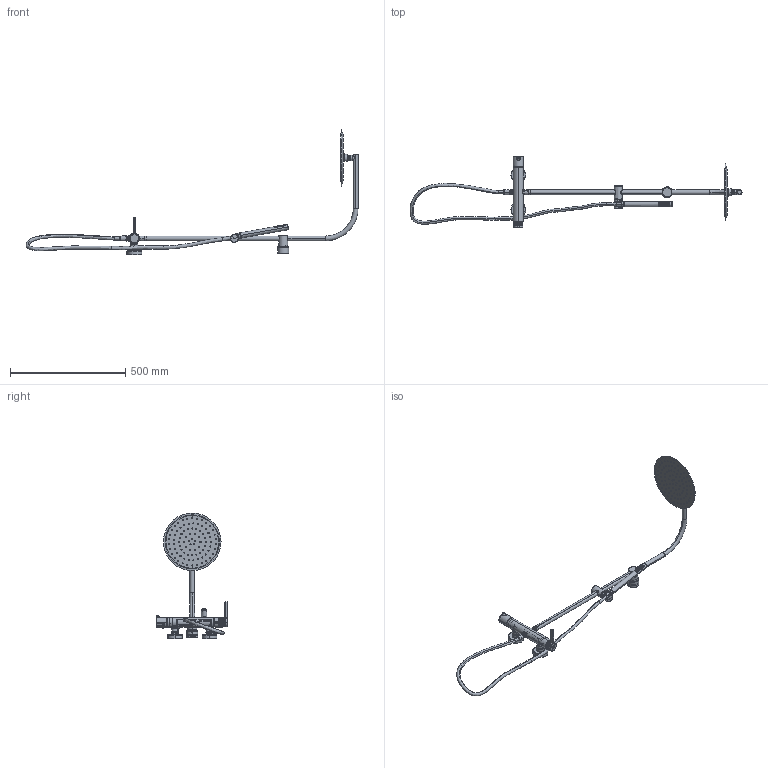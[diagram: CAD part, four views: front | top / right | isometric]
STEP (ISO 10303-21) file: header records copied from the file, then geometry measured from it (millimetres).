
FILE_DESCRIPTION (( 'STEP AP203' ), '1' );
FILE_NAME ('MONOMANDO DUCHA-COLUMNA AXIS.STEP', '2019-02-14T08:39:06', ( 'Usuario' ), ( '' ), 'SwSTEP 2.0', 'SolidWorks 2016', '' );
FILE_SCHEMA (( 'CONFIG_CONTROL_DESIGN' ));
Length unit declared in the file: millimetre
Products named in the file (46): 1186 INDICE. SILICONA PARA ORIFICIO MANETAS_-01; 1769 EMBELLECEDOR ZAMAQ LAVABO TIME 2016_-01; CARTUCHO DESVIADOR ABS CITEC_Vaciado; M51340-006_11; 1598 PARTE ALTA COLLUMNA STICK 6 CM MENOS DE ALCANCE_-04; MANGO CILINDRICO MINIMAL inCOOL; 1848 CONJUNTO MANETAS TIME MALE CAUDAL-TEMP. TERMOST._-01; 1816 MANETA TIME MALE CAUDAL TERMOSTÁTICA_-01; CT35UH001_-SIN HUSILLO; SOPORTE DESLIZANTE CON BOTON 2018_-ORIGINAL; 1695 ADAPTADOR COLUMNA STICK NEW 2015_-02; ROCIADOR NEW SLIM 2014; PLAFON SWAVE ｾ''''_RENDER; 0505 MUELLE INOXI. 9x5.9x0.5mm 5 ESPIRAS; CT35UH001_REBANADA; 1976 DUCHA-COLUMNA-MONOMANDO-V3_-04; M51340-001_16; MONOMANDO DUCHA-COLUMNA AXIS; TERMINAL FLEXO PARA MANGO CONICO; 1796 INSERTO BROCHADO ABS MANETAS TERMOST._-02; CT35UH001_-HUSILLO; 1694 BOBINA NUEVA SALIDA SUPERIOR TERMOST. NEW 2015_-02; M51340-004_20; 3054 MANETA MONOMANDO AXIAL 2018_-01; BULÓN LATÓN PARA NUEVO SISTEMA; CT35UH001 OL; 1150 RACOR M 14-100 G 1-2 CON ANTI-RETORNO_-04; M51310-006_34; 1881 CONJUNTO MONOMANDO VACIADO_AXIS; 1829 POMO MANETA TERMOSTATICA TIME NEW MALE 2016_-02; 1945 INSERTO BROCHADO ABS KALA TERMO_-02; 1017 TUERCA APRIETACARTUCHOS JOLIE_-06; M51340-003_9; FLEXO 2019_-01; 1770 MANETA MALE TERMOSTÁTICAS TIME 2016_-SIN REDONDEOS; 3036 TUERCA APRETACARTUCHOS M38x150 TIME_-01; 1529 PESTAÑA 3-8 PARA SERIE ENTER_-03; 30400032_AF0_1; SOPORTE A PARED COLUMNA STICK IBERGROUP_COMPLETO; MANGO CILINDRICO MINIMAL inCOOL_SIN TETONES ...
Assembly tree (49 placements, depth 4):
  MONOMANDO DUCHA-COLUMNA AXIS
    SOPORTE A PARED COLUMNA STICK IBERGROUP_COMPLETO
    1437 BARRA INFERIOR COLUMNA STICK CORTA_-03
    1598 PARTE ALTA COLLUMNA STICK 6 CM MENOS DE ALCANCE_-04
    1695 ADAPTADOR COLUMNA STICK NEW 2015_-02
    SOPORTE DESLIZANTE CON BOTON 2018_-ORIGINAL
      M51340-005_ASM_12_ASM_-01
        M51340-001_16
        M51340-004_20
        M51310-006_34
        M51340-003_9
        30400032_AF0_1
      M51340-006_11
    1881 CONJUNTO MONOMANDO VACIADO_AXIS
      1976 DUCHA-COLUMNA-MONOMANDO-V3_-04
      1694 BOBINA NUEVA SALIDA SUPERIOR TERMOST. NEW 2015_-02
      1150 RACOR M 14-100 G 1-2 CON ANTI-RETORNO_-04
      1017 TUERCA APRIETACARTUCHOS JOLIE_-06
      1529 PESTAÑA 3-8 PARA SERIE ENTER_-03  x2
      1576 TUERCA 3-4 PARA MONOMANDOS PRIME_-02  x2
      CARTUCHO DESVIADOR ABS CITEC_Vaciado
      CT35UH001 OL
        CT35UH001_-SIN HUSILLO
        CT35UH001_REBANADA
        CT35UH001_-HUSILLO
      1945 INSERTO BROCHADO ABS KALA TERMO_-02
      3036 TUERCA APRETACARTUCHOS M38x150 TIME_-01
      1943 ADAPTADOR 42-39 PARA MONOMANDO TIME_-03
      1769 EMBELLECEDOR ZAMAQ LAVABO TIME 2016_-01
      1848 CONJUNTO MANETAS TIME MALE CAUDAL-TEMP. TERMOST._-01
        1816 MANETA TIME MALE CAUDAL TERMOSTÁTICA_-01
        0505 MUELLE INOXI. 9x5.9x0.5mm 5 ESPIRAS
        1796 INSERTO BROCHADO ABS MANETAS TERMOST._-02
        BULÓN LATÓN PARA NUEVO SISTEMA
        1829 POMO MANETA TERMOSTATICA TIME NEW MALE 2016_-02
        1770 MANETA MALE TERMOSTÁTICAS TIME 2016_-SIN REDONDEOS
        socket set screw cone point_din_DIN 914 - M4 x 8-S
        1186 INDICE. SILICONA PARA ORIFICIO MANETAS_-01
      PLAFON SWAVE ｾ''''_RENDER  x2
      TERMINAL FLEXO PARA MANGO CONICO
      3054 MANETA MONOMANDO AXIAL 2018_-01
    FLEXO 2019_-01
    TERMINAL FLEXO PARA MANGO CONICO
    MANGO CILINDRICO MINIMAL inCOOL
      MANGO CILINDRICO MINIMAL inCOOL_SIN TETONES
      MANGO CILINDRICO MINIMAL inCOOL_TETONES MANGO MINIMAL COOL
    ROCIADOR NEW SLIM 2014
Bounding box: 1442.68 x 312.75 x 546.5 mm (x, y, z)
Volume: 1162001.7 mm3; surface area: 637991.7 mm2
Topology: 86 solids, 86 shells, 4104 faces, 9540 edges, 5864 vertices
Faces by surface type: cylinder 1596, plane 1017, torus 590, cone 424, bspline 384, sphere 93
Entity records: 169031 total; most frequent: CARTESIAN_POINT 74359, DIRECTION 19188, ORIENTED_EDGE 18466, EDGE_CURVE 9233, AXIS2_PLACEMENT_3D 8006, VERTEX_POINT 5724, EDGE_LOOP 4517, CIRCLE 4319
